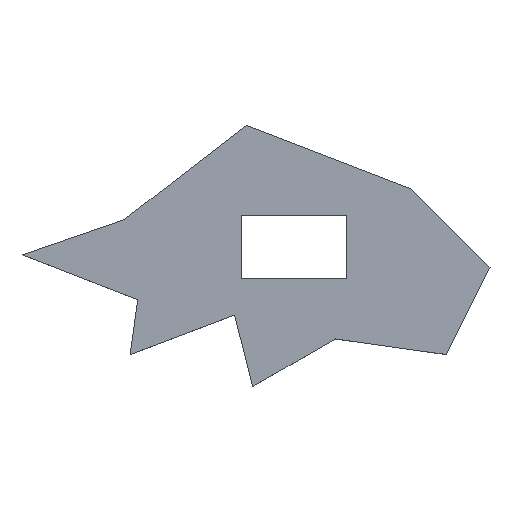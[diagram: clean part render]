
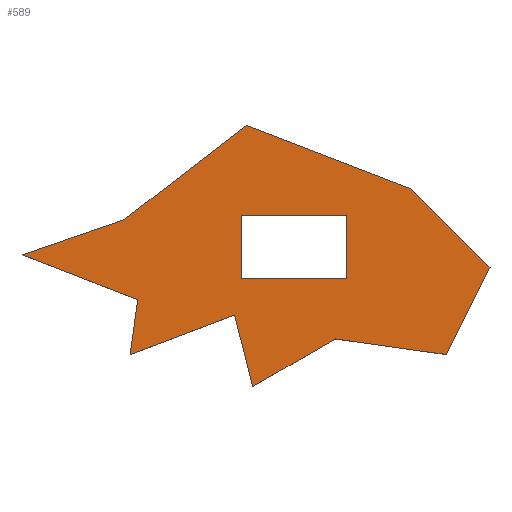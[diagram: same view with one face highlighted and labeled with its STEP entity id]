
A CAD part, top view. The second image highlights one B-rep face of the part: STEP entity #589.
In plain terms, the highlighted planar face has unit normal (0, 0, 1).
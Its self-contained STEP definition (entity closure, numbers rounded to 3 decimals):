
#2 = CARTESIAN_POINT ( 'NONE',  ( 30.832, -39.041, 10. ) ) ;
#3 = DIRECTION ( 'NONE',  ( 0.866, 0.5, 0. ) ) ;
#12 = EDGE_CURVE ( 'NONE', #439, #473, #163, .T. ) ;
#16 = CARTESIAN_POINT ( 'NONE',  ( 1.642, 31.014, 10. ) ) ;
#17 = CARTESIAN_POINT ( 'NONE',  ( 55.46, 10.216, 10. ) ) ;
#28 = CARTESIAN_POINT ( 'NONE',  ( -36.487, -44.149, 10. ) ) ;
#35 = CARTESIAN_POINT ( 'NONE',  ( 67.136, -44.149, 10. ) ) ;
#39 = VECTOR ( 'NONE', #154, 1000. ) ;
#52 = CARTESIAN_POINT ( 'NONE',  ( 55.46, 10.216, 10. ) ) ;
#54 = ORIENTED_EDGE ( 'NONE', *, *, #58, .T. ) ;
#58 = EDGE_CURVE ( 'NONE', #155, #288, #510, .T. ) ;
#62 = CARTESIAN_POINT ( 'NONE',  ( 34.548, 1.386, 10. ) ) ;
#69 = PLANE ( 'NONE',  #283 ) ;
#74 = LINE ( 'NONE', #511, #699 ) ;
#87 = DIRECTION ( 'NONE',  ( 0.245, -0.969, 0. ) ) ;
#96 = CARTESIAN_POINT ( 'NONE',  ( 34.548, 1.386, 10. ) ) ;
#104 = CARTESIAN_POINT ( 'NONE',  ( 34.548, -19.221, 10. ) ) ;
#107 = ORIENTED_EDGE ( 'NONE', *, *, #258, .T. ) ;
#108 = CARTESIAN_POINT ( 'NONE',  ( 0., -19.221, 10. ) ) ;
#112 = EDGE_CURVE ( 'NONE', #527, #648, #451, .T. ) ;
#119 = CARTESIAN_POINT ( 'NONE',  ( 30.832, -39.041, 10. ) ) ;
#140 = LINE ( 'NONE', #16, #402 ) ;
#144 = DIRECTION ( 'NONE',  ( -0.712, 0.702, 0. ) ) ;
#147 = ORIENTED_EDGE ( 'NONE', *, *, #166, .T. ) ;
#150 = LINE ( 'NONE', #305, #152 ) ;
#152 = VECTOR ( 'NONE', #574, 1000. ) ;
#154 = DIRECTION ( 'NONE',  ( -0.946, -0.325, 0. ) ) ;
#155 = VERTEX_POINT ( 'NONE', #526 ) ;
#160 = ORIENTED_EDGE ( 'NONE', *, *, #662, .T. ) ;
#163 = LINE ( 'NONE', #207, #39 ) ;
#164 = CARTESIAN_POINT ( 'NONE',  ( 1.642, 31.014, 10. ) ) ;
#166 = EDGE_CURVE ( 'NONE', #587, #535, #580, .T. ) ;
#176 = CARTESIAN_POINT ( 'NONE',  ( 34.548, -19.221, 10. ) ) ;
#184 = VECTOR ( 'NONE', #631, 1000. ) ;
#186 = EDGE_CURVE ( 'NONE', #420, #155, #479, .T. ) ;
#187 = CARTESIAN_POINT ( 'NONE',  ( -71.912, -11.471, 10. ) ) ;
#192 = CARTESIAN_POINT ( 'NONE',  ( -36.487, -44.149, 10. ) ) ;
#196 = ORIENTED_EDGE ( 'NONE', *, *, #540, .T. ) ;
#199 = CARTESIAN_POINT ( 'NONE',  ( 34.548, 1.386, 10. ) ) ;
#201 = ORIENTED_EDGE ( 'NONE', *, *, #112, .T. ) ;
#207 = CARTESIAN_POINT ( 'NONE',  ( -71.912, -11.471, 10. ) ) ;
#219 = ORIENTED_EDGE ( 'NONE', *, *, #286, .T. ) ;
#221 = DIRECTION ( 'NONE',  ( 0., 0., 1. ) ) ;
#225 = VECTOR ( 'NONE', #401, 1000. ) ;
#232 = EDGE_CURVE ( 'NONE', #648, #355, #255, .T. ) ;
#238 = DIRECTION ( 'NONE',  ( -0.933, 0.36, 0. ) ) ;
#241 = EDGE_CURVE ( 'NONE', #295, #527, #692, .T. ) ;
#246 = VECTOR ( 'NONE', #3, 1000. ) ;
#252 = ORIENTED_EDGE ( 'NONE', *, *, #186, .T. ) ;
#253 = DIRECTION ( 'NONE',  ( 0., 1., 0. ) ) ;
#255 = LINE ( 'NONE', #35, #184 ) ;
#258 = EDGE_CURVE ( 'NONE', #694, #439, #150, .T. ) ;
#264 = DIRECTION ( 'NONE',  ( -1., 0., 0. ) ) ;
#267 = LINE ( 'NONE', #104, #601 ) ;
#277 = VECTOR ( 'NONE', #144, 1000. ) ;
#283 = AXIS2_PLACEMENT_3D ( 'NONE', #457, #221, #608 ) ;
#286 = EDGE_CURVE ( 'NONE', #514, #572, #297, .T. ) ;
#288 = VERTEX_POINT ( 'NONE', #199 ) ;
#292 = VECTOR ( 'NONE', #538, 1000. ) ;
#294 = EDGE_CURVE ( 'NONE', #473, #587, #465, .T. ) ;
#295 = VERTEX_POINT ( 'NONE', #528 ) ;
#297 = LINE ( 'NONE', #17, #277 ) ;
#305 = CARTESIAN_POINT ( 'NONE',  ( -38.494, 0., 10. ) ) ;
#349 = EDGE_CURVE ( 'NONE', #288, #657, #593, .T. ) ;
#353 = CARTESIAN_POINT ( 'NONE',  ( 3.75, -54.669, 10. ) ) ;
#355 = VERTEX_POINT ( 'NONE', #585 ) ;
#360 = ORIENTED_EDGE ( 'NONE', *, *, #443, .T. ) ;
#364 = EDGE_CURVE ( 'NONE', #657, #420, #267, .T. ) ;
#367 = CARTESIAN_POINT ( 'NONE',  ( -33.953, -26.139, 10. ) ) ;
#370 = DIRECTION ( 'NONE',  ( -0.139, -0.99, 0. ) ) ;
#375 = ORIENTED_EDGE ( 'NONE', *, *, #241, .T. ) ;
#396 = FACE_BOUND ( 'NONE', #534, .T. ) ;
#401 = DIRECTION ( 'NONE',  ( 0.449, 0.893, 0. ) ) ;
#402 = VECTOR ( 'NONE', #238, 1000. ) ;
#408 = CARTESIAN_POINT ( 'NONE',  ( 81.548, -15.507, 10. ) ) ;
#412 = EDGE_LOOP ( 'NONE', ( #595, #480, #147, #196, #375, #201, #697, #160, #219, #360, #107 ) ) ;
#420 = VERTEX_POINT ( 'NONE', #108 ) ;
#439 = VERTEX_POINT ( 'NONE', #463 ) ;
#440 = LINE ( 'NONE', #498, #225 ) ;
#441 = VECTOR ( 'NONE', #253, 1000. ) ;
#443 = EDGE_CURVE ( 'NONE', #572, #694, #140, .T. ) ;
#451 = LINE ( 'NONE', #119, #246 ) ;
#453 = ORIENTED_EDGE ( 'NONE', *, *, #364, .T. ) ;
#457 = CARTESIAN_POINT ( 'NONE',  ( 0., 0., 10. ) ) ;
#463 = CARTESIAN_POINT ( 'NONE',  ( -38.494, 0., 10. ) ) ;
#465 = LINE ( 'NONE', #367, #675 ) ;
#473 = VERTEX_POINT ( 'NONE', #187 ) ;
#479 = LINE ( 'NONE', #636, #441 ) ;
#480 = ORIENTED_EDGE ( 'NONE', *, *, #294, .T. ) ;
#498 = CARTESIAN_POINT ( 'NONE',  ( 81.548, -15.507, 10. ) ) ;
#500 = VECTOR ( 'NONE', #370, 1000. ) ;
#505 = CARTESIAN_POINT ( 'NONE',  ( -33.953, -26.139, 10. ) ) ;
#508 = DIRECTION ( 'NONE',  ( 0.936, 0.353, 0. ) ) ;
#510 = LINE ( 'NONE', #62, #658 ) ;
#511 = CARTESIAN_POINT ( 'NONE',  ( -2.189, -31.196, 10. ) ) ;
#514 = VERTEX_POINT ( 'NONE', #408 ) ;
#522 = CARTESIAN_POINT ( 'NONE',  ( 3.75, -54.669, 10. ) ) ;
#526 = CARTESIAN_POINT ( 'NONE',  ( 0., 1.386, 10. ) ) ;
#527 = VERTEX_POINT ( 'NONE', #353 ) ;
#528 = CARTESIAN_POINT ( 'NONE',  ( -2.189, -31.196, 10. ) ) ;
#534 = EDGE_LOOP ( 'NONE', ( #629, #453, #252, #54 ) ) ;
#535 = VERTEX_POINT ( 'NONE', #192 ) ;
#538 = DIRECTION ( 'NONE',  ( 0., -1., 0. ) ) ;
#540 = EDGE_CURVE ( 'NONE', #535, #295, #74, .T. ) ;
#572 = VERTEX_POINT ( 'NONE', #52 ) ;
#574 = DIRECTION ( 'NONE',  ( -0.791, -0.611, 0. ) ) ;
#580 = LINE ( 'NONE', #28, #500 ) ;
#585 = CARTESIAN_POINT ( 'NONE',  ( 67.136, -44.149, 10. ) ) ;
#586 = VECTOR ( 'NONE', #87, 1000. ) ;
#587 = VERTEX_POINT ( 'NONE', #505 ) ;
#589 = ADVANCED_FACE ( 'NONE', ( #396, #615 ), #69, .T. ) ;
#593 = LINE ( 'NONE', #96, #292 ) ;
#595 = ORIENTED_EDGE ( 'NONE', *, *, #12, .T. ) ;
#601 = VECTOR ( 'NONE', #264, 1000. ) ;
#608 = DIRECTION ( 'NONE',  ( 1., 0., 0. ) ) ;
#615 = FACE_OUTER_BOUND ( 'NONE', #412, .T. ) ;
#629 = ORIENTED_EDGE ( 'NONE', *, *, #349, .T. ) ;
#631 = DIRECTION ( 'NONE',  ( 0.99, -0.139, 0. ) ) ;
#636 = CARTESIAN_POINT ( 'NONE',  ( 0., 1.386, 10. ) ) ;
#648 = VERTEX_POINT ( 'NONE', #2 ) ;
#657 = VERTEX_POINT ( 'NONE', #176 ) ;
#658 = VECTOR ( 'NONE', #671, 1000. ) ;
#662 = EDGE_CURVE ( 'NONE', #355, #514, #440, .T. ) ;
#671 = DIRECTION ( 'NONE',  ( 1., 0., 0. ) ) ;
#675 = VECTOR ( 'NONE', #678, 1000. ) ;
#678 = DIRECTION ( 'NONE',  ( 0.933, -0.36, 0. ) ) ;
#692 = LINE ( 'NONE', #522, #586 ) ;
#694 = VERTEX_POINT ( 'NONE', #164 ) ;
#697 = ORIENTED_EDGE ( 'NONE', *, *, #232, .T. ) ;
#699 = VECTOR ( 'NONE', #508, 1000. ) ;
